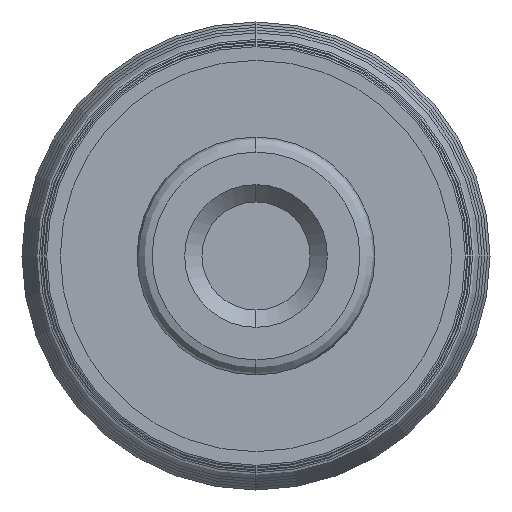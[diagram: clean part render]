
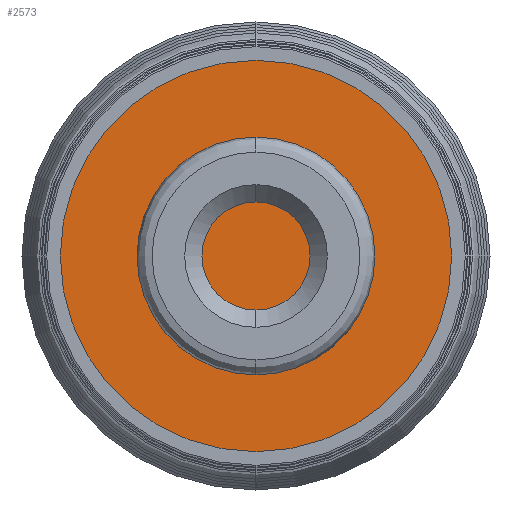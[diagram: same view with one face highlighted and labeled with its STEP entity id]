
A CAD part, left-side view. The second image highlights one B-rep face of the part: STEP entity #2573.
In plain terms, the highlighted planar face has unit normal (-1, 0, 0).
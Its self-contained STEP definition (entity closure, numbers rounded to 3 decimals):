
#40 = CARTESIAN_POINT ( 'NONE',  ( 5.5, 0., 4.525 ) ) ;
#46 = DIRECTION ( 'NONE',  ( 1., 0., 0. ) ) ;
#56 = ORIENTED_EDGE ( 'NONE', *, *, #2436, .T. ) ;
#364 = DIRECTION ( 'NONE',  ( -1., 0., 0. ) ) ;
#451 = AXIS2_PLACEMENT_3D ( 'NONE', #2853, #2201, #1300 ) ;
#677 = FACE_OUTER_BOUND ( 'NONE', #2683, .T. ) ;
#929 = AXIS2_PLACEMENT_3D ( 'NONE', #1215, #364, #1645 ) ;
#1056 = AXIS2_PLACEMENT_3D ( 'NONE', #1367, #46, #2273 ) ;
#1215 = CARTESIAN_POINT ( 'NONE',  ( 5.5, 0., 0. ) ) ;
#1300 = DIRECTION ( 'NONE',  ( 0., 0., 1. ) ) ;
#1367 = CARTESIAN_POINT ( 'NONE',  ( 5.5, 0., 0. ) ) ;
#1498 = VERTEX_POINT ( 'NONE', #40 ) ;
#1581 = PLANE ( 'NONE',  #1056 ) ;
#1645 = DIRECTION ( 'NONE',  ( 0., 0., 1. ) ) ;
#1650 = CIRCLE ( 'NONE', #929, 4.525 ) ;
#1959 = ORIENTED_EDGE ( 'NONE', *, *, #2190, .T. ) ;
#2190 = EDGE_CURVE ( 'NONE', #1498, #2475, #1650, .T. ) ;
#2201 = DIRECTION ( 'NONE',  ( -1., 0., 0. ) ) ;
#2273 = DIRECTION ( 'NONE',  ( 0., 0., -1. ) ) ;
#2373 = CIRCLE ( 'NONE', #451, 4.525 ) ;
#2436 = EDGE_CURVE ( 'NONE', #2475, #1498, #2373, .T. ) ;
#2475 = VERTEX_POINT ( 'NONE', #2660 ) ;
#2573 = ADVANCED_FACE ( 'NONE', ( #677 ), #1581, .F. ) ;
#2660 = CARTESIAN_POINT ( 'NONE',  ( 5.5, 0., -4.525 ) ) ;
#2683 = EDGE_LOOP ( 'NONE', ( #1959, #56 ) ) ;
#2853 = CARTESIAN_POINT ( 'NONE',  ( 5.5, 0., 0. ) ) ;
